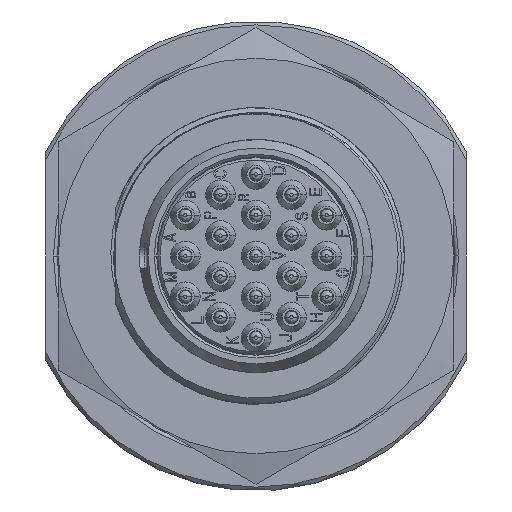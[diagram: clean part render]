
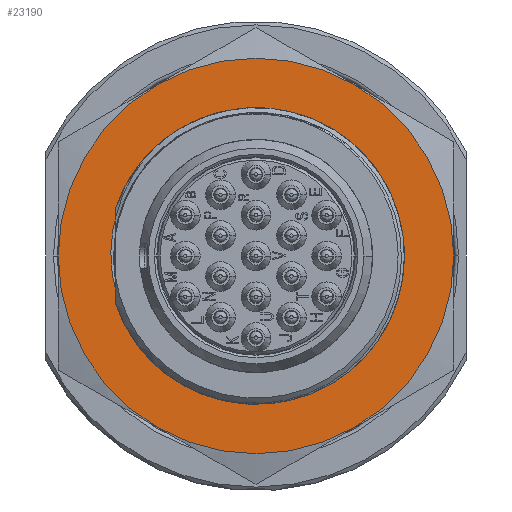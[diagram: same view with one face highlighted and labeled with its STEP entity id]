
A CAD part, left-side view. The second image highlights one B-rep face of the part: STEP entity #23190.
In plain terms, the highlighted planar face has unit normal (-1, 0, 0).
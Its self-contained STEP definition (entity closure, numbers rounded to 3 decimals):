
#702=CARTESIAN_POINT('',(17.5,-5.426,10.617));
#703=CARTESIAN_POINT('',(17.5,-5.761,10.456));
#704=CARTESIAN_POINT('',(17.5,-6.41,10.104));
#705=CARTESIAN_POINT('',(17.5,-7.334,9.487));
#706=CARTESIAN_POINT('',(17.5,-7.91,9.021));
#707=CARTESIAN_POINT('',(17.5,-8.187,8.773));
#926=CARTESIAN_POINT('',(17.5,-8.187,-8.773));
#927=CARTESIAN_POINT('',(17.5,-7.899,-9.03));
#928=CARTESIAN_POINT('',(17.5,-7.302,-9.512));
#929=CARTESIAN_POINT('',(17.5,-6.344,-10.145));
#930=CARTESIAN_POINT('',(17.5,-5.332,-10.682));
#931=CARTESIAN_POINT('',(17.5,-4.273,-11.12));
#932=CARTESIAN_POINT('',(17.5,-3.183,-11.452));
#933=CARTESIAN_POINT('',(17.5,-2.062,-11.679));
#934=CARTESIAN_POINT('',(17.5,-0.932,-11.796));
#935=CARTESIAN_POINT('',(17.5,0.206,-11.805));
#936=CARTESIAN_POINT('',(17.5,1.338,-11.704));
#937=CARTESIAN_POINT('',(17.5,2.448,-11.495));
#938=CARTESIAN_POINT('',(17.5,3.538,-11.18));
#939=CARTESIAN_POINT('',(17.5,4.585,-10.764));
#940=CARTESIAN_POINT('',(17.5,5.588,-10.249));
#941=CARTESIAN_POINT('',(17.5,6.536,-9.64));
#942=CARTESIAN_POINT('',(17.5,7.122,-9.178));
#943=CARTESIAN_POINT('',(17.5,7.405,-8.932));
#969=CARTESIAN_POINT('',(17.5,0.,0.));
#970=DIRECTION('',(1.,0.,0.));
#971=DIRECTION('',(0.,-0.5,0.866));
#972=AXIS2_PLACEMENT_3D('',#969,#970,#971);
#974=CARTESIAN_POINT('',(17.5,0.,0.));
#975=DIRECTION('',(1.,0.,0.));
#976=DIRECTION('',(0.,-1.,0.));
#977=AXIS2_PLACEMENT_3D('',#974,#975,#976);
#979=CARTESIAN_POINT('',(17.5,0.,0.));
#980=DIRECTION('',(1.,0.,0.));
#981=DIRECTION('',(0.,0.5,-0.866));
#982=AXIS2_PLACEMENT_3D('',#979,#980,#981);
#984=CARTESIAN_POINT('',(17.5,0.,0.));
#985=DIRECTION('',(1.,0.,0.));
#986=DIRECTION('',(0.,1.,0.));
#987=AXIS2_PLACEMENT_3D('',#984,#985,#986);
#989=CARTESIAN_POINT('',(17.5,0.,12.));
#990=CARTESIAN_POINT('',(17.5,-0.379,11.995));
#991=CARTESIAN_POINT('',(17.5,-1.132,11.949));
#992=CARTESIAN_POINT('',(17.5,-2.252,11.774));
#993=CARTESIAN_POINT('',(17.5,-3.348,11.494));
#994=CARTESIAN_POINT('',(17.5,-4.413,11.112));
#995=CARTESIAN_POINT('',(17.5,-5.093,10.793));
#996=CARTESIAN_POINT('',(17.5,-5.426,10.617));
#998=CARTESIAN_POINT('',(17.5,7.405,-8.932));
#999=CARTESIAN_POINT('',(17.5,7.702,-8.693));
#1000=CARTESIAN_POINT('',(17.5,8.27,-8.187));
#1001=CARTESIAN_POINT('',(17.5,9.047,-7.345));
#1002=CARTESIAN_POINT('',(17.5,9.737,-6.43));
#1003=CARTESIAN_POINT('',(17.5,10.335,-5.451));
#1004=CARTESIAN_POINT('',(17.5,10.835,-4.418));
#1005=CARTESIAN_POINT('',(17.5,11.231,-3.338));
#1006=CARTESIAN_POINT('',(17.5,11.52,-2.224));
#1007=CARTESIAN_POINT('',(17.5,11.698,-1.087));
#1008=CARTESIAN_POINT('',(17.5,11.764,0.065));
#1009=CARTESIAN_POINT('',(17.5,11.717,1.218));
#1010=CARTESIAN_POINT('',(17.5,11.558,2.362));
#1011=CARTESIAN_POINT('',(17.5,11.286,3.486));
#1012=CARTESIAN_POINT('',(17.5,10.906,4.58));
#1013=CARTESIAN_POINT('',(17.5,10.42,5.632));
#1014=CARTESIAN_POINT('',(17.5,9.832,6.632));
#1015=CARTESIAN_POINT('',(17.5,9.149,7.572));
#1016=CARTESIAN_POINT('',(17.5,8.377,8.441));
#1017=CARTESIAN_POINT('',(17.5,7.523,9.231));
#1018=CARTESIAN_POINT('',(17.5,6.594,9.934));
#1019=CARTESIAN_POINT('',(17.5,5.601,10.544));
#1020=CARTESIAN_POINT('',(17.5,4.552,11.055));
#1021=CARTESIAN_POINT('',(17.5,3.456,11.462));
#1022=CARTESIAN_POINT('',(17.5,2.326,11.76));
#1023=CARTESIAN_POINT('',(17.5,1.17,11.946));
#1024=CARTESIAN_POINT('',(17.5,0.392,11.995));
#1025=CARTESIAN_POINT('',(17.5,0.,12.));
#1027=CARTESIAN_POINT('',(17.5,0.,0.));
#1028=DIRECTION('',(-1.,0.,0.));
#1029=DIRECTION('',(0.,-0.5,0.866));
#1030=AXIS2_PLACEMENT_3D('',#1027,#1028,#1029);
#2120=CARTESIAN_POINT('',(17.5,0.,0.));
#2121=DIRECTION('',(-1.,0.,0.));
#2122=DIRECTION('',(0.,0.5,-0.866));
#2123=AXIS2_PLACEMENT_3D('',#2120,#2121,#2122);
#2125=CARTESIAN_POINT('',(17.5,0.,0.));
#2126=DIRECTION('',(1.,0.,0.));
#2127=DIRECTION('',(0.,-0.682,0.731));
#2128=AXIS2_PLACEMENT_3D('',#2125,#2126,#2127);
#18554=CARTESIAN_POINT('',(17.5,-8.,13.856));
#18555=CARTESIAN_POINT('',(17.5,-16.,0.));
#18556=VERTEX_POINT('',#18554);
#18557=VERTEX_POINT('',#18555);
#18558=CARTESIAN_POINT('',(17.5,-8.,-13.856));
#18559=VERTEX_POINT('',#18558);
#18560=CARTESIAN_POINT('',(17.5,8.,-13.856));
#18561=CARTESIAN_POINT('',(17.5,16.,0.));
#18562=VERTEX_POINT('',#18560);
#18563=VERTEX_POINT('',#18561);
#18564=CARTESIAN_POINT('',(17.5,8.,13.856));
#18565=VERTEX_POINT('',#18564);
#18578=CARTESIAN_POINT('',(17.5,-8.187,8.773));
#18579=CARTESIAN_POINT('',(17.5,-8.187,-8.773));
#18580=VERTEX_POINT('',#18578);
#18581=VERTEX_POINT('',#18579);
#18589=VERTEX_POINT('',#702);
#18590=VERTEX_POINT('',#943);
#18603=VERTEX_POINT('',#1025);
#23163=CARTESIAN_POINT('',(17.5,0.,0.));
#23164=DIRECTION('',(1.,0.,0.));
#23165=DIRECTION('',(0.,0.,-1.));
#23166=AXIS2_PLACEMENT_3D('',#23163,#23164,#23165);
#23167=PLANE('401',#23166);
#23169=ORIENTED_EDGE('2411',*,*,#23168,.F.);
#23171=ORIENTED_EDGE('2376',*,*,#23170,.T.);
#23173=ORIENTED_EDGE('2377',*,*,#23172,.T.);
#23175=ORIENTED_EDGE('2410',*,*,#23174,.F.);
#23177=ORIENTED_EDGE('2378',*,*,#23176,.T.);
#23179=ORIENTED_EDGE('2379',*,*,#23178,.T.);
#23180=EDGE_LOOP('401',(#23169,#23171,#23173,#23175,#23177,#23179));
#23181=FACE_OUTER_BOUND('401',#23180,.F.);
#23183=ORIENTED_EDGE('2414',*,*,#23182,.F.);
#23184=ORIENTED_EDGE('2427',*,*,#22729,.F.);
#23185=ORIENTED_EDGE('2477',*,*,#22903,.F.);
#23186=ORIENTED_EDGE('2476',*,*,#22976,.F.);
#23187=ORIENTED_EDGE('2429',*,*,#23151,.F.);
#23188=EDGE_LOOP('401',(#23183,#23184,#23185,#23186,#23187));
#23189=FACE_BOUND('401',#23188,.F.);
#708=B_SPLINE_CURVE_WITH_KNOTS('2427',3,(#702,#703,#704,#705,#706,#707),
.UNSPECIFIED.,.F.,.F.,(4,1,1,4),(0.,0.333,0.667,1.),
.UNSPECIFIED.);
#944=B_SPLINE_CURVE_WITH_KNOTS('2429',3,(#926,#927,#928,#929,#930,#931,#932,
#933,#934,#935,#936,#937,#938,#939,#940,#941,#942,#943),.UNSPECIFIED.,.F.,.F.,
(4,1,1,1,1,1,1,1,1,1,1,1,1,1,1,4),(0.,0.067,0.133,
0.2,0.267,0.333,0.4,0.467,
0.533,0.6,0.667,0.733,0.8,
0.867,0.933,1.),.UNSPECIFIED.);
#973=CIRCLE('2376',#972,16.);
#978=CIRCLE('2377',#977,16.);
#983=CIRCLE('2378',#982,16.);
#988=CIRCLE('2379',#987,16.);
#997=B_SPLINE_CURVE_WITH_KNOTS('2477',3,(#989,#990,#991,#992,#993,#994,#995,
#996),.UNSPECIFIED.,.F.,.F.,(4,1,1,1,1,4),(0.,0.2,0.4,0.6,0.8,1.),
.UNSPECIFIED.);
#1026=B_SPLINE_CURVE_WITH_KNOTS('2476',3,(#998,#999,#1000,#1001,#1002,#1003,
#1004,#1005,#1006,#1007,#1008,#1009,#1010,#1011,#1012,#1013,#1014,#1015,#1016,
#1017,#1018,#1019,#1020,#1021,#1022,#1023,#1024,#1025),.UNSPECIFIED.,.F.,.F.,(4,
1,1,1,1,1,1,1,1,1,1,1,1,1,1,1,1,1,1,1,1,1,1,1,1,4),(0.,0.04,0.08,0.12,
0.16,0.2,0.24,0.28,0.32,0.36,0.4,0.44,0.48,0.52,0.56,
0.6,0.64,0.68,0.72,0.76,0.8,0.84,0.88,0.92,0.96,1.),
.UNSPECIFIED.);
#1031=CIRCLE('2411',#1030,16.);
#2124=CIRCLE('2410',#2123,16.);
#2129=CIRCLE('2414',#2128,12.);
#22729=EDGE_CURVE('2427',#18589,#18580,#708,.T.);
#22903=EDGE_CURVE('2477',#18603,#18589,#997,.T.);
#22976=EDGE_CURVE('2476',#18590,#18603,#1026,.T.);
#23151=EDGE_CURVE('2429',#18581,#18590,#944,.T.);
#23168=EDGE_CURVE('2411',#18556,#18565,#1031,.T.);
#23170=EDGE_CURVE('2376',#18556,#18557,#973,.T.);
#23172=EDGE_CURVE('2377',#18557,#18559,#978,.T.);
#23174=EDGE_CURVE('2410',#18562,#18559,#2124,.T.);
#23176=EDGE_CURVE('2378',#18562,#18563,#983,.T.);
#23178=EDGE_CURVE('2379',#18563,#18565,#988,.T.);
#23182=EDGE_CURVE('2414',#18580,#18581,#2129,.T.);
#23190=ADVANCED_FACE('401',(#23181,#23189),#23167,.F.);
